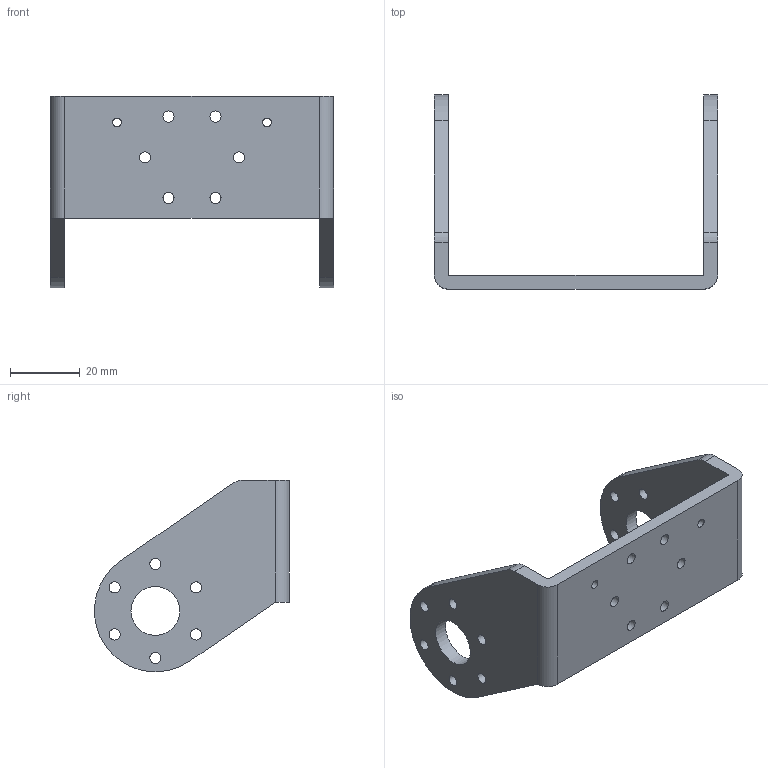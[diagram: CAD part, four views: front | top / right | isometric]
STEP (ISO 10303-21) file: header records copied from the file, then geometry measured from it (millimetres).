
FILE_DESCRIPTION(/* description */ (''),/* implementation_level */ '2;1');
FILE_NAME(/* name */ 'link1-2_v0.2.0.step',/* time_stamp */ '2025-10-08T21:02:25+02:00',/* author */ (''),/* organization */ (''),/* preprocessor_version */ 'ST-DEVELOPER v20.1',/* originating_system */ 'Autodesk Translation Framework v14.17.0.0',/* authorisation */ '');
FILE_SCHEMA (('AUTOMOTIVE_DESIGN { 1 0 10303 214 3 1 1 }'));
Length unit declared in the file: millimetre
Products named in the file (1): link1-2
Bounding box: 81.3 x 55.94 x 54.94 mm (x, y, z)
Volume: 24532.1 mm3; surface area: 15132.1 mm2
Topology: 1 solids, 1 shells, 42 faces, 116 edges, 76 vertices
Faces by surface type: cylinder 30, plane 12
Full cylindrical faces by diameter (mm): 2.529 x2, 3.2 x18, 14 x2
Entity records: 1496 total; most frequent: DIRECTION 262, CARTESIAN_POINT 235, ORIENTED_EDGE 232, EDGE_CURVE 116, AXIS2_PLACEMENT_3D 103, EDGE_LOOP 86, VERTEX_POINT 76, CIRCLE 60
